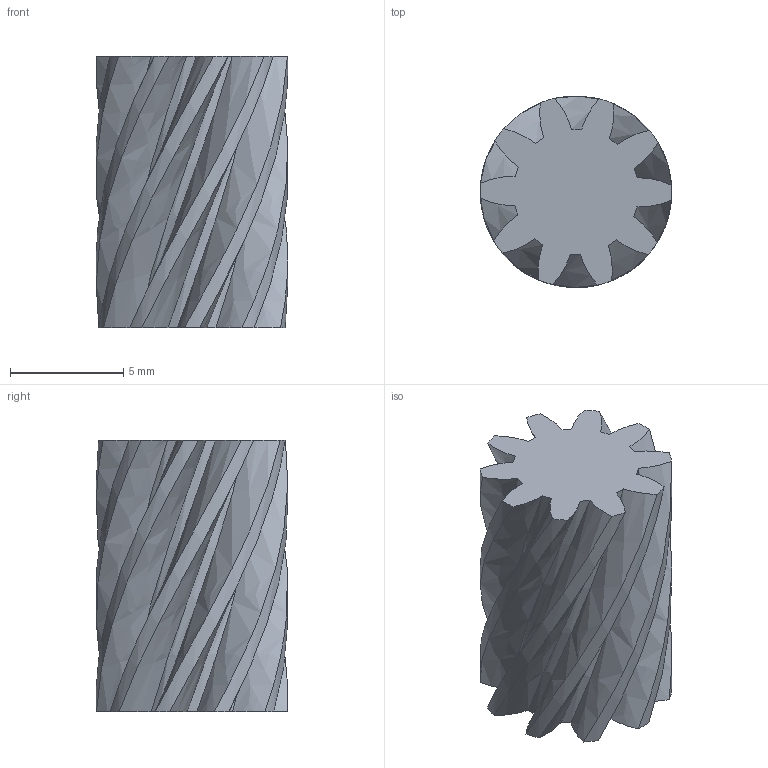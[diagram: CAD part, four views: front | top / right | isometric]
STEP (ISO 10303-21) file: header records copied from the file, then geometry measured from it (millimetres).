
FILE_DESCRIPTION(/* description */ (''),/* implementation_level */ '2;1');
FILE_NAME(/* name */ 'sun_gear_m0.65_T70.stp',/* time_stamp */ '2019-08-09T21:45:51+09:00',/* author */ ('cdi'),/* organization */ (''),/* preprocessor_version */ 'ST-DEVELOPER v17.2',/* originating_system */ 'Autodesk Inventor 2019',/* authorisation */ '');
FILE_SCHEMA (('AUTOMOTIVE_DESIGN { 1 0 10303 214 3 1 1 }'));
Length unit declared in the file: millimetre
Products named in the file (1): Spur Gear1
Bounding box: 8.47 x 8.47 x 12 mm (x, y, z)
Volume: 483.5 mm3; surface area: 622.3 mm2
Topology: 1 solids, 1 shells, 42 faces, 120 edges, 80 vertices
Faces by surface type: bspline 30, cylinder 10, plane 2
Entity records: 2085 total; most frequent: CARTESIAN_POINT 1213, ORIENTED_EDGE 240, EDGE_CURVE 120, B_SPLINE_CURVE_WITH_KNOTS 100, VERTEX_POINT 80, DIRECTION 66, FACE_OUTER_BOUND 42, EDGE_LOOP 42
